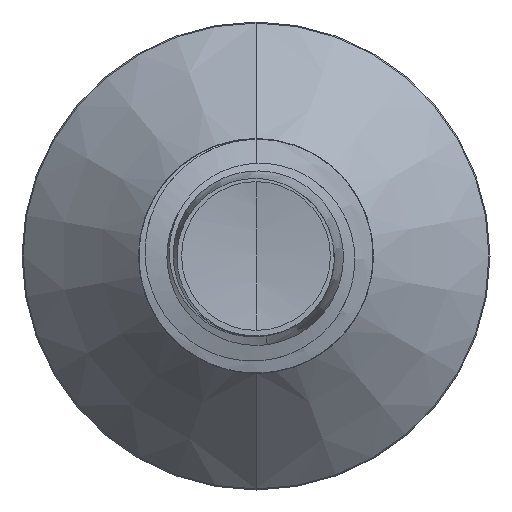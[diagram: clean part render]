
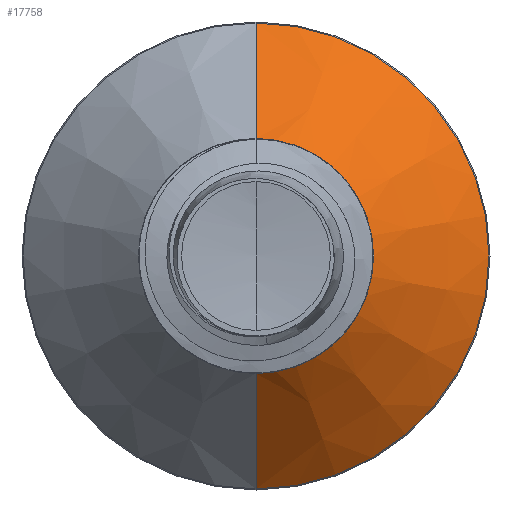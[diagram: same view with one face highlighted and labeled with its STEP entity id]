
A CAD part, front view. The second image highlights one B-rep face of the part: STEP entity #17758.
In plain terms, the highlighted conical face has half-angle 45 degrees and reference radius 1.256 mm.
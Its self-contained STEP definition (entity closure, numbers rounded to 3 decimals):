
#452 = ORIENTED_EDGE ( 'NONE', *, *, #1791, .F. ) ;
#611 = LINE ( 'NONE', #11955, #14763 ) ;
#681 = AXIS2_PLACEMENT_3D ( 'NONE', #1198, #12738, #2867 ) ;
#1198 = CARTESIAN_POINT ( 'NONE',  ( 0., 7.206, 0. ) ) ;
#1791 = EDGE_CURVE ( 'NONE', #6111, #14284, #10465, .T. ) ;
#2071 = DIRECTION ( 'NONE',  ( 0., 0.707, -0.707 ) ) ;
#2303 = DIRECTION ( 'NONE',  ( 0., 1., 0. ) ) ;
#2867 = DIRECTION ( 'NONE',  ( 0., 0., 1. ) ) ;
#3948 = VERTEX_POINT ( 'NONE', #16777 ) ;
#4577 = CARTESIAN_POINT ( 'NONE',  ( 0., 7.206, 1.256 ) ) ;
#4715 = DIRECTION ( 'NONE',  ( 0., 0.707, 0.707 ) ) ;
#5477 = CONICAL_SURFACE ( 'NONE', #12997, 1.256, 0.785 ) ;
#6100 = EDGE_LOOP ( 'NONE', ( #13601, #9268, #452, #17373 ) ) ;
#6111 = VERTEX_POINT ( 'NONE', #6226 ) ;
#6220 = EDGE_CURVE ( 'NONE', #17353, #6111, #19034, .T. ) ;
#6226 = CARTESIAN_POINT ( 'NONE',  ( 0., 8.439, 2.489 ) ) ;
#7591 = AXIS2_PLACEMENT_3D ( 'NONE', #9875, #21129, #11530 ) ;
#9268 = ORIENTED_EDGE ( 'NONE', *, *, #10339, .T. ) ;
#9675 = EDGE_CURVE ( 'NONE', #17353, #3948, #15248, .T. ) ;
#9875 = CARTESIAN_POINT ( 'NONE',  ( 0., 8.439, 0. ) ) ;
#10152 = CARTESIAN_POINT ( 'NONE',  ( 0., 7.206, 1.256 ) ) ;
#10339 = EDGE_CURVE ( 'NONE', #3948, #14284, #611, .T. ) ;
#10377 = FACE_OUTER_BOUND ( 'NONE', #6100, .T. ) ;
#10465 = CIRCLE ( 'NONE', #7591, 2.489 ) ;
#11530 = DIRECTION ( 'NONE',  ( 0., 0., 1. ) ) ;
#11955 = CARTESIAN_POINT ( 'NONE',  ( 0., 7.206, -1.256 ) ) ;
#12738 = DIRECTION ( 'NONE',  ( 0., 1., 0. ) ) ;
#12997 = AXIS2_PLACEMENT_3D ( 'NONE', #17025, #2303, #18627 ) ;
#13601 = ORIENTED_EDGE ( 'NONE', *, *, #9675, .T. ) ;
#14284 = VERTEX_POINT ( 'NONE', #17590 ) ;
#14763 = VECTOR ( 'NONE', #2071, 1000. ) ;
#15248 = CIRCLE ( 'NONE', #681, 1.256 ) ;
#16777 = CARTESIAN_POINT ( 'NONE',  ( 0., 7.206, -1.256 ) ) ;
#17025 = CARTESIAN_POINT ( 'NONE',  ( 0., 7.206, 0. ) ) ;
#17353 = VERTEX_POINT ( 'NONE', #10152 ) ;
#17373 = ORIENTED_EDGE ( 'NONE', *, *, #6220, .F. ) ;
#17590 = CARTESIAN_POINT ( 'NONE',  ( 0., 8.439, -2.489 ) ) ;
#17758 = ADVANCED_FACE ( 'NONE', ( #10377 ), #5477, .T. ) ;
#18522 = VECTOR ( 'NONE', #4715, 1000. ) ;
#18627 = DIRECTION ( 'NONE',  ( 0., 0., 1. ) ) ;
#19034 = LINE ( 'NONE', #4577, #18522 ) ;
#21129 = DIRECTION ( 'NONE',  ( 0., 1., 0. ) ) ;
